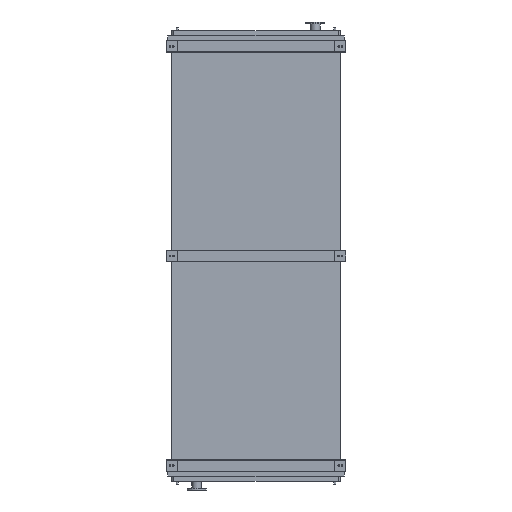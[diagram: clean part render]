
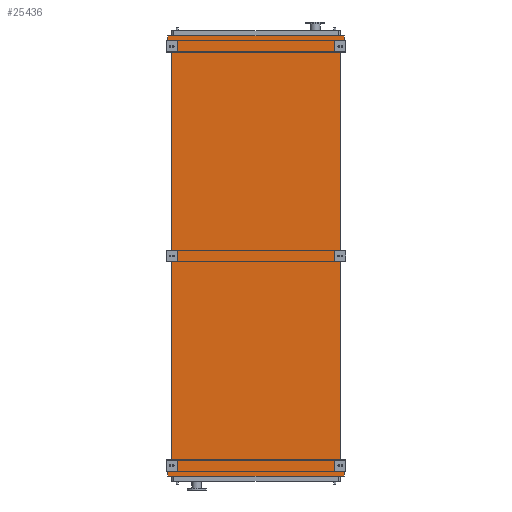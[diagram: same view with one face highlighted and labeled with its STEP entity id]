
A CAD part, front view. The second image highlights one B-rep face of the part: STEP entity #25436.
In plain terms, the highlighted planar face has unit normal (0, -1, 0).
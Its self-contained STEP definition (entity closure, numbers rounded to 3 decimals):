
#493 = LINE ( 'NONE', #6965, #12828 ) ;
#614 = EDGE_CURVE ( 'NONE', #31607, #681, #8085, .T. ) ;
#681 = VERTEX_POINT ( 'NONE', #6445 ) ;
#1563 = VECTOR ( 'NONE', #26106, 1000. ) ;
#2142 = CARTESIAN_POINT ( 'NONE',  ( -1011., 0., 95. ) ) ;
#3528 = VERTEX_POINT ( 'NONE', #25440 ) ;
#3537 = VERTEX_POINT ( 'NONE', #7922 ) ;
#3591 = FACE_OUTER_BOUND ( 'NONE', #32195, .T. ) ;
#3681 = LINE ( 'NONE', #30802, #9390 ) ;
#3713 = CARTESIAN_POINT ( 'NONE',  ( -1011., 0., -4903. ) ) ;
#3975 = VERTEX_POINT ( 'NONE', #26226 ) ;
#4208 = LINE ( 'NONE', #14111, #9927 ) ;
#4546 = VECTOR ( 'NONE', #19334, 1000. ) ;
#4914 = VECTOR ( 'NONE', #12732, 1000. ) ;
#5312 = LINE ( 'NONE', #9286, #4546 ) ;
#5618 = DIRECTION ( 'NONE',  ( 0., 0., 1. ) ) ;
#5962 = DIRECTION ( 'NONE',  ( 0.655, 0., 0.755 ) ) ;
#6057 = ORIENTED_EDGE ( 'NONE', *, *, #18143, .T. ) ;
#6119 = CARTESIAN_POINT ( 'NONE',  ( -1011., 0., 95. ) ) ;
#6445 = CARTESIAN_POINT ( 'NONE',  ( 1011., 0., 95. ) ) ;
#6758 = VERTEX_POINT ( 'NONE', #28465 ) ;
#6965 = CARTESIAN_POINT ( 'NONE',  ( 965., 0., -4850. ) ) ;
#7922 = CARTESIAN_POINT ( 'NONE',  ( -965., 0., -4850. ) ) ;
#8085 = LINE ( 'NONE', #6119, #1563 ) ;
#9013 = DIRECTION ( 'NONE',  ( 0., 0., -1. ) ) ;
#9286 = CARTESIAN_POINT ( 'NONE',  ( -1011., 0., 53. ) ) ;
#9386 = LINE ( 'NONE', #27701, #20330 ) ;
#9390 = VECTOR ( 'NONE', #5618, 1000. ) ;
#9401 = DIRECTION ( 'NONE',  ( 0.655, 0., -0.755 ) ) ;
#9927 = VECTOR ( 'NONE', #9013, 1000. ) ;
#10125 = VECTOR ( 'NONE', #16281, 1000. ) ;
#11680 = VERTEX_POINT ( 'NONE', #12336 ) ;
#12182 = ORIENTED_EDGE ( 'NONE', *, *, #23875, .F. ) ;
#12214 = CARTESIAN_POINT ( 'NONE',  ( -1011., 0., -4945. ) ) ;
#12252 = AXIS2_PLACEMENT_3D ( 'NONE', #13020, #30703, #15531 ) ;
#12336 = CARTESIAN_POINT ( 'NONE',  ( 965., 0., -4850. ) ) ;
#12451 = DIRECTION ( 'NONE',  ( 0., 0., 1. ) ) ;
#12732 = DIRECTION ( 'NONE',  ( -0.655, 0., 0.755 ) ) ;
#12828 = VECTOR ( 'NONE', #9401, 1000. ) ;
#12888 = LINE ( 'NONE', #30130, #32250 ) ;
#12972 = ORIENTED_EDGE ( 'NONE', *, *, #24267, .F. ) ;
#13020 = CARTESIAN_POINT ( 'NONE',  ( -965., 0., -4850. ) ) ;
#14111 = CARTESIAN_POINT ( 'NONE',  ( 1011., 0., 95. ) ) ;
#15531 = DIRECTION ( 'NONE',  ( 0., 0., -1. ) ) ;
#15704 = ORIENTED_EDGE ( 'NONE', *, *, #26838, .F. ) ;
#16281 = DIRECTION ( 'NONE',  ( 0., 0., -1. ) ) ;
#16422 = VECTOR ( 'NONE', #29060, 1000. ) ;
#16424 = CARTESIAN_POINT ( 'NONE',  ( -1011., 0., -4945. ) ) ;
#17200 = VERTEX_POINT ( 'NONE', #29970 ) ;
#17208 = LINE ( 'NONE', #16424, #16422 ) ;
#17498 = VECTOR ( 'NONE', #18995, 1000. ) ;
#17557 = LINE ( 'NONE', #26341, #10125 ) ;
#18143 = EDGE_CURVE ( 'NONE', #11680, #17200, #12888, .T. ) ;
#18257 = CARTESIAN_POINT ( 'NONE',  ( -965., 0., 0. ) ) ;
#18995 = DIRECTION ( 'NONE',  ( -0.655, 0., -0.755 ) ) ;
#19099 = CARTESIAN_POINT ( 'NONE',  ( 1011., 0., 53. ) ) ;
#19334 = DIRECTION ( 'NONE',  ( 0., 0., 1. ) ) ;
#19728 = CARTESIAN_POINT ( 'NONE',  ( -1011., 0., 53. ) ) ;
#20029 = ORIENTED_EDGE ( 'NONE', *, *, #21512, .F. ) ;
#20312 = EDGE_CURVE ( 'NONE', #3528, #17200, #30982, .T. ) ;
#20330 = VECTOR ( 'NONE', #30145, 1000. ) ;
#20828 = ORIENTED_EDGE ( 'NONE', *, *, #614, .F. ) ;
#21036 = VERTEX_POINT ( 'NONE', #19728 ) ;
#21512 = EDGE_CURVE ( 'NONE', #681, #3528, #4208, .T. ) ;
#22119 = EDGE_CURVE ( 'NONE', #21036, #31607, #5312, .T. ) ;
#22321 = EDGE_CURVE ( 'NONE', #27317, #21036, #29991, .T. ) ;
#22998 = EDGE_CURVE ( 'NONE', #23062, #3537, #25964, .T. ) ;
#23011 = PLANE ( 'NONE',  #12252 ) ;
#23062 = VERTEX_POINT ( 'NONE', #3713 ) ;
#23347 = CARTESIAN_POINT ( 'NONE',  ( -1011., 0., -4903. ) ) ;
#23585 = EDGE_CURVE ( 'NONE', #30894, #23062, #17208, .T. ) ;
#23875 = EDGE_CURVE ( 'NONE', #3975, #30894, #9386, .T. ) ;
#23971 = ORIENTED_EDGE ( 'NONE', *, *, #23585, .F. ) ;
#24138 = EDGE_CURVE ( 'NONE', #6758, #3975, #17557, .T. ) ;
#24267 = EDGE_CURVE ( 'NONE', #11680, #6758, #493, .T. ) ;
#24343 = VECTOR ( 'NONE', #5962, 1000. ) ;
#25290 = CARTESIAN_POINT ( 'NONE',  ( -965., 0., 0. ) ) ;
#25436 = ADVANCED_FACE ( 'NONE', ( #3591 ), #23011, .T. ) ;
#25440 = CARTESIAN_POINT ( 'NONE',  ( 1011., 0., 53. ) ) ;
#25964 = LINE ( 'NONE', #23347, #24343 ) ;
#25976 = ORIENTED_EDGE ( 'NONE', *, *, #20312, .F. ) ;
#26106 = DIRECTION ( 'NONE',  ( 1., 0., 0. ) ) ;
#26226 = CARTESIAN_POINT ( 'NONE',  ( 1011., 0., -4945. ) ) ;
#26341 = CARTESIAN_POINT ( 'NONE',  ( 1011., 0., -4903. ) ) ;
#26838 = EDGE_CURVE ( 'NONE', #3537, #27317, #3681, .T. ) ;
#27317 = VERTEX_POINT ( 'NONE', #18257 ) ;
#27585 = ORIENTED_EDGE ( 'NONE', *, *, #22119, .F. ) ;
#27701 = CARTESIAN_POINT ( 'NONE',  ( 1011., 0., -4945. ) ) ;
#28385 = ORIENTED_EDGE ( 'NONE', *, *, #22321, .F. ) ;
#28465 = CARTESIAN_POINT ( 'NONE',  ( 1011., 0., -4903. ) ) ;
#29060 = DIRECTION ( 'NONE',  ( 0., 0., 1. ) ) ;
#29970 = CARTESIAN_POINT ( 'NONE',  ( 965., 0., 0. ) ) ;
#29977 = ORIENTED_EDGE ( 'NONE', *, *, #22998, .F. ) ;
#29991 = LINE ( 'NONE', #25290, #4914 ) ;
#30130 = CARTESIAN_POINT ( 'NONE',  ( 965., 0., -4850. ) ) ;
#30145 = DIRECTION ( 'NONE',  ( -1., 0., 0. ) ) ;
#30703 = DIRECTION ( 'NONE',  ( 0., -1., 0. ) ) ;
#30802 = CARTESIAN_POINT ( 'NONE',  ( -965., 0., -4850. ) ) ;
#30894 = VERTEX_POINT ( 'NONE', #12214 ) ;
#30982 = LINE ( 'NONE', #19099, #17498 ) ;
#31607 = VERTEX_POINT ( 'NONE', #2142 ) ;
#32195 = EDGE_LOOP ( 'NONE', ( #6057, #25976, #20029, #20828, #27585, #28385, #15704, #29977, #23971, #12182, #32332, #12972 ) ) ;
#32250 = VECTOR ( 'NONE', #12451, 1000. ) ;
#32332 = ORIENTED_EDGE ( 'NONE', *, *, #24138, .F. ) ;
